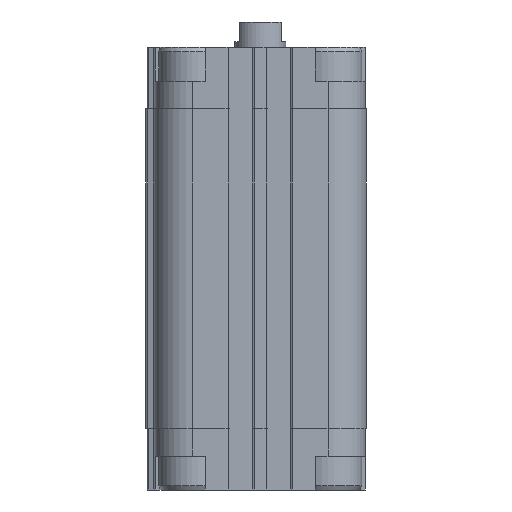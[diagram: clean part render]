
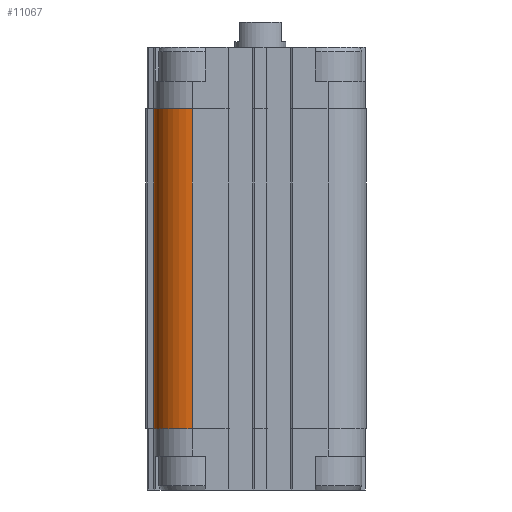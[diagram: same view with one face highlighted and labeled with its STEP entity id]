
A CAD part, left-side view. The second image highlights one B-rep face of the part: STEP entity #11067.
In plain terms, the highlighted cylindrical face has radius 9 mm (diameter 18 mm), a partial arc.
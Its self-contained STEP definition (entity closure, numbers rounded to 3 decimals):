
#549=LINE('',#17721,#1585);
#550=LINE('',#17723,#1586);
#1585=VECTOR('',#13981,1000.);
#1586=VECTOR('',#13984,1000.);
#2587=CYLINDRICAL_SURFACE('',#11974,9.);
#4185=ORIENTED_EDGE('',*,*,#6988,.F.);
#4186=ORIENTED_EDGE('',*,*,#7032,.F.);
#4187=ORIENTED_EDGE('',*,*,#6529,.T.);
#4188=ORIENTED_EDGE('',*,*,#7033,.T.);
#6529=EDGE_CURVE('',#8139,#8138,#9020,.T.);
#6988=EDGE_CURVE('',#8461,#8462,#9144,.T.);
#7032=EDGE_CURVE('',#8139,#8461,#549,.T.);
#7033=EDGE_CURVE('',#8138,#8462,#550,.T.);
#8138=VERTEX_POINT('',#16722);
#8139=VERTEX_POINT('',#16724);
#8461=VERTEX_POINT('',#17633);
#8462=VERTEX_POINT('',#17635);
#9020=CIRCLE('',#11669,9.);
#9144=CIRCLE('',#11922,9.);
#9547=EDGE_LOOP('',(#4185,#4186,#4187,#4188));
#10297=FACE_BOUND('',#9547,.T.);
#11067=ADVANCED_FACE('',(#10297),#2587,.T.);
#11669=AXIS2_PLACEMENT_3D('',#16723,#13017,#13018);
#11922=AXIS2_PLACEMENT_3D('',#17634,#13858,#13859);
#11974=AXIS2_PLACEMENT_3D('',#17722,#13982,#13983);
#13017=DIRECTION('',(0.,0.,1.));
#13018=DIRECTION('',(1.,0.,0.));
#13858=DIRECTION('',(0.,0.,1.));
#13859=DIRECTION('',(1.,0.,0.));
#13981=DIRECTION('',(0.,0.,1.));
#13982=DIRECTION('',(0.,0.,1.));
#13983=DIRECTION('',(1.,0.,0.));
#13984=DIRECTION('',(0.,0.,1.));
#16722=CARTESIAN_POINT('',(25.,-16.,-90.));
#16723=CARTESIAN_POINT('',(16.,-16.,-90.));
#16724=CARTESIAN_POINT('',(16.,-25.,-90.));
#17633=CARTESIAN_POINT('',(16.,-25.,-14.5));
#17634=CARTESIAN_POINT('',(16.,-16.,-14.5));
#17635=CARTESIAN_POINT('',(25.,-16.,-14.5));
#17721=CARTESIAN_POINT('',(16.,-25.,-90.));
#17722=CARTESIAN_POINT('',(16.,-16.,-90.));
#17723=CARTESIAN_POINT('',(25.,-16.,-90.));
